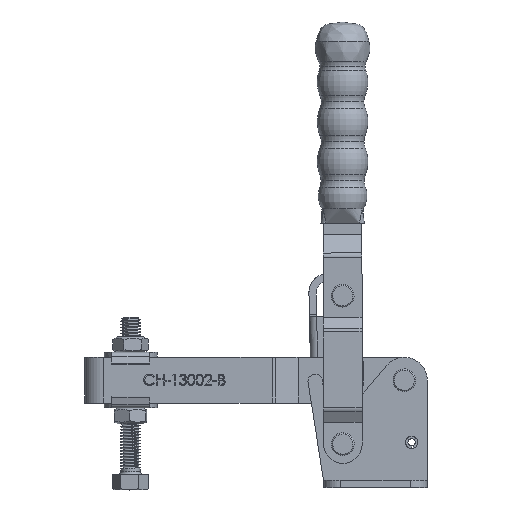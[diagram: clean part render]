
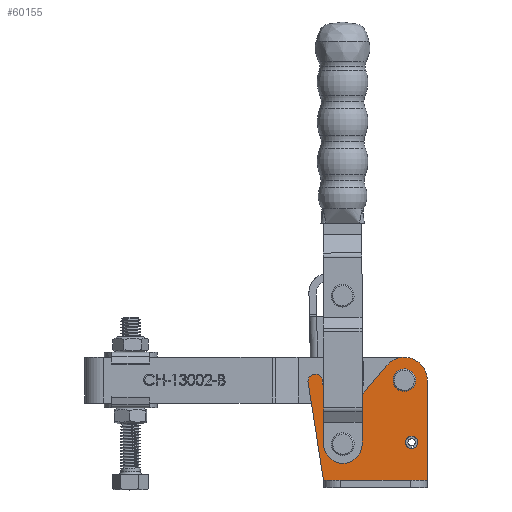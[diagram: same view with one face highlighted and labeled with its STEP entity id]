
A CAD part, top view. The second image highlights one B-rep face of the part: STEP entity #60155.
In plain terms, the highlighted planar face has unit normal (0, 0, 1).
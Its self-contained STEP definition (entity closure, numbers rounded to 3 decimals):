
#44 = CARTESIAN_POINT ( 'NONE',  ( 0.447, 18., 3. ) ) ;
#356 = EDGE_CURVE ( 'NONE', #64378, #58082, #56450, .T. ) ;
#972 = ORIENTED_EDGE ( 'NONE', *, *, #61380, .T. ) ;
#1121 = CARTESIAN_POINT ( 'NONE',  ( 5.197, 18., 3. ) ) ;
#1931 = EDGE_CURVE ( 'NONE', #58082, #64378, #41672, .T. ) ;
#2131 = EDGE_CURVE ( 'NONE', #16960, #51947, #16603, .T. ) ;
#2310 = DIRECTION ( 'NONE',  ( 0., 1., 0. ) ) ;
#2730 = DIRECTION ( 'NONE',  ( 0., 0., 1. ) ) ;
#3529 = ORIENTED_EDGE ( 'NONE', *, *, #29927, .T. ) ;
#3735 = FACE_BOUND ( 'NONE', #36470, .T. ) ;
#4223 = VERTEX_POINT ( 'NONE', #59226 ) ;
#5491 = CARTESIAN_POINT ( 'NONE',  ( -3.302, 44.479, 3. ) ) ;
#6688 = CARTESIAN_POINT ( 'NONE',  ( 31.197, 18.7, 3. ) ) ;
#7582 = CARTESIAN_POINT ( 'NONE',  ( 5.997, 44.31, 3. ) ) ;
#7829 = LINE ( 'NONE', #43821, #47388 ) ;
#8134 = ORIENTED_EDGE ( 'NONE', *, *, #32522, .T. ) ;
#8182 = VERTEX_POINT ( 'NONE', #5491 ) ;
#8401 = AXIS2_PLACEMENT_3D ( 'NONE', #44185, #13253, #49374 ) ;
#8689 = DIRECTION ( 'NONE',  ( 0., 0., 1. ) ) ;
#8856 = CARTESIAN_POINT ( 'NONE',  ( 33.897, 44.5, 3. ) ) ;
#9965 = AXIS2_PLACEMENT_3D ( 'NONE', #7582, #43658, #12724 ) ;
#11063 = CARTESIAN_POINT ( 'NONE',  ( 33.697, 18.7, 3. ) ) ;
#11577 = EDGE_LOOP ( 'NONE', ( #24534, #51811 ) ) ;
#12724 = DIRECTION ( 'NONE',  ( 1., 0., 0. ) ) ;
#13024 = EDGE_LOOP ( 'NONE', ( #33482, #21181, #3529, #51758, #24353, #972, #8134, #41189, #42838 ) ) ;
#13253 = DIRECTION ( 'NONE',  ( 0., 0., -1. ) ) ;
#13927 = ORIENTED_EDGE ( 'NONE', *, *, #2131, .F. ) ;
#13941 = VERTEX_POINT ( 'NONE', #34397 ) ;
#14748 = ORIENTED_EDGE ( 'NONE', *, *, #17282, .F. ) ;
#15428 = VERTEX_POINT ( 'NONE', #52632 ) ;
#15436 = CARTESIAN_POINT ( 'NONE',  ( -9.261, 44.01, 3. ) ) ;
#15949 = CARTESIAN_POINT ( 'NONE',  ( -6.263, 44.01, 3. ) ) ;
#16250 = DIRECTION ( 'NONE',  ( 1., 0., 0. ) ) ;
#16603 = CIRCLE ( 'NONE', #23125, 3.2 ) ;
#16960 = VERTEX_POINT ( 'NONE', #32799 ) ;
#17282 = EDGE_CURVE ( 'NONE', #51947, #16960, #45030, .T. ) ;
#17392 = FACE_OUTER_BOUND ( 'NONE', #13024, .T. ) ;
#18369 = CARTESIAN_POINT ( 'NONE',  ( -6.263, 44.01, 3. ) ) ;
#18430 = CIRCLE ( 'NONE', #18504, 2.998 ) ;
#18504 = AXIS2_PLACEMENT_3D ( 'NONE', #39589, #8689, #44773 ) ;
#18791 = DIRECTION ( 'NONE',  ( 1., 0., 0. ) ) ;
#19631 = EDGE_CURVE ( 'NONE', #36696, #32860, #7829, .T. ) ;
#20678 = CARTESIAN_POINT ( 'NONE',  ( 23.419, 50.606, 3. ) ) ;
#21137 = DIRECTION ( 'NONE',  ( 1., 0., 0. ) ) ;
#21181 = ORIENTED_EDGE ( 'NONE', *, *, #52266, .T. ) ;
#23125 = AXIS2_PLACEMENT_3D ( 'NONE', #33604, #2730, #38783 ) ;
#24353 = ORIENTED_EDGE ( 'NONE', *, *, #54819, .T. ) ;
#24534 = ORIENTED_EDGE ( 'NONE', *, *, #356, .F. ) ;
#25507 = DIRECTION ( 'NONE',  ( 0., 0., 1. ) ) ;
#25647 = CARTESIAN_POINT ( 'NONE',  ( 5.197, 18., 3. ) ) ;
#26807 = VECTOR ( 'NONE', #2310, 1000. ) ;
#27393 = AXIS2_PLACEMENT_3D ( 'NONE', #59538, #28665, #64707 ) ;
#28665 = DIRECTION ( 'NONE',  ( 0., 0., 1. ) ) ;
#28775 = DIRECTION ( 'NONE',  ( 0., 0., 1. ) ) ;
#28836 = DIRECTION ( 'NONE',  ( 0., 0., 1. ) ) ;
#29517 = FACE_BOUND ( 'NONE', #11577, .T. ) ;
#29927 = EDGE_CURVE ( 'NONE', #13941, #36696, #51724, .T. ) ;
#30864 = DIRECTION ( 'NONE',  ( 1., 0., 0. ) ) ;
#32522 = EDGE_CURVE ( 'NONE', #8182, #58633, #18430, .T. ) ;
#32799 = CARTESIAN_POINT ( 'NONE',  ( 27.497, 44.5, 3. ) ) ;
#32820 = EDGE_CURVE ( 'NONE', #15428, #55281, #46698, .T. ) ;
#32860 = VERTEX_POINT ( 'NONE', #52633 ) ;
#32988 = VECTOR ( 'NONE', #36854, 1000. ) ;
#33482 = ORIENTED_EDGE ( 'NONE', *, *, #32820, .F. ) ;
#33604 = CARTESIAN_POINT ( 'NONE',  ( 30.697, 44.5, 3. ) ) ;
#34247 = CIRCLE ( 'NONE', #9965, 9.3 ) ;
#34397 = CARTESIAN_POINT ( 'NONE',  ( 40.197, 44.5, 3. ) ) ;
#35280 = EDGE_CURVE ( 'NONE', #63731, #47467, #40835, .T. ) ;
#35870 = CIRCLE ( 'NONE', #54398, 2.998 ) ;
#36106 = CARTESIAN_POINT ( 'NONE',  ( -3.303, 44.31, 3. ) ) ;
#36470 = EDGE_LOOP ( 'NONE', ( #53667, #43647 ) ) ;
#36696 = VERTEX_POINT ( 'NONE', #20678 ) ;
#36854 = DIRECTION ( 'NONE',  ( -1., 0., 0. ) ) ;
#37157 = DIRECTION ( 'NONE',  ( 0., 0., 1. ) ) ;
#38387 = CARTESIAN_POINT ( 'NONE',  ( 40.197, 0., 3. ) ) ;
#38783 = DIRECTION ( 'NONE',  ( 1., 0., 0. ) ) ;
#39589 = CARTESIAN_POINT ( 'NONE',  ( -6.263, 44.01, 3. ) ) ;
#40568 = LINE ( 'NONE', #38387, #26807 ) ;
#40755 = EDGE_CURVE ( 'NONE', #58633, #4223, #35870, .T. ) ;
#40835 = CIRCLE ( 'NONE', #46313, 4.75 ) ;
#41189 = ORIENTED_EDGE ( 'NONE', *, *, #40755, .T. ) ;
#41672 = CIRCLE ( 'NONE', #58981, 2.5 ) ;
#41815 = CARTESIAN_POINT ( 'NONE',  ( -2.803, 3., 3. ) ) ;
#42838 = ORIENTED_EDGE ( 'NONE', *, *, #58861, .T. ) ;
#43189 = CARTESIAN_POINT ( 'NONE',  ( -2.803, 3., 3. ) ) ;
#43242 = FACE_BOUND ( 'NONE', #58046, .T. ) ;
#43647 = ORIENTED_EDGE ( 'NONE', *, *, #46929, .F. ) ;
#43658 = DIRECTION ( 'NONE',  ( 0., 0., -1. ) ) ;
#43821 = CARTESIAN_POINT ( 'NONE',  ( 13.121, 38.332, 3. ) ) ;
#44034 = DIRECTION ( 'NONE',  ( -0.643, -0.766, 0. ) ) ;
#44113 = PLANE ( 'NONE',  #61284 ) ;
#44185 = CARTESIAN_POINT ( 'NONE',  ( 5.997, 44.31, 3. ) ) ;
#44773 = DIRECTION ( 'NONE',  ( 1., 0., 0. ) ) ;
#45030 = CIRCLE ( 'NONE', #46139, 3.2 ) ;
#46139 = AXIS2_PLACEMENT_3D ( 'NONE', #56382, #25507, #61556 ) ;
#46313 = AXIS2_PLACEMENT_3D ( 'NONE', #25647, #61697, #30864 ) ;
#46698 = LINE ( 'NONE', #41815, #32988 ) ;
#46929 = EDGE_CURVE ( 'NONE', #47467, #63731, #48378, .T. ) ;
#47179 = DIRECTION ( 'NONE',  ( 0., 0., 1. ) ) ;
#47388 = VECTOR ( 'NONE', #44034, 1000. ) ;
#47467 = VERTEX_POINT ( 'NONE', #53922 ) ;
#47823 = VERTEX_POINT ( 'NONE', #36106 ) ;
#48378 = CIRCLE ( 'NONE', #53798, 4.75 ) ;
#49374 = DIRECTION ( 'NONE',  ( 1., 0., 0. ) ) ;
#51724 = CIRCLE ( 'NONE', #56866, 9.5 ) ;
#51758 = ORIENTED_EDGE ( 'NONE', *, *, #19631, .T. ) ;
#51811 = ORIENTED_EDGE ( 'NONE', *, *, #1931, .F. ) ;
#51947 = VERTEX_POINT ( 'NONE', #8856 ) ;
#52065 = DIRECTION ( 'NONE',  ( 0., 0., 1. ) ) ;
#52245 = VECTOR ( 'NONE', #58498, 1000. ) ;
#52266 = EDGE_CURVE ( 'NONE', #15428, #13941, #40568, .T. ) ;
#52632 = CARTESIAN_POINT ( 'NONE',  ( 40.197, 3., 3. ) ) ;
#52633 = CARTESIAN_POINT ( 'NONE',  ( 13.121, 38.332, 3. ) ) ;
#53667 = ORIENTED_EDGE ( 'NONE', *, *, #35280, .F. ) ;
#53798 = AXIS2_PLACEMENT_3D ( 'NONE', #1121, #37157, #18791 ) ;
#53819 = LINE ( 'NONE', #43189, #52245 ) ;
#53922 = CARTESIAN_POINT ( 'NONE',  ( 9.947, 18., 3. ) ) ;
#54398 = AXIS2_PLACEMENT_3D ( 'NONE', #15949, #52065, #21137 ) ;
#54819 = EDGE_CURVE ( 'NONE', #32860, #47823, #62251, .T. ) ;
#55281 = VERTEX_POINT ( 'NONE', #59854 ) ;
#56382 = CARTESIAN_POINT ( 'NONE',  ( 30.697, 44.5, 3. ) ) ;
#56450 = CIRCLE ( 'NONE', #27393, 2.5 ) ;
#56866 = AXIS2_PLACEMENT_3D ( 'NONE', #59697, #28836, #64892 ) ;
#56938 = CARTESIAN_POINT ( 'NONE',  ( 36.197, 18.7, 3. ) ) ;
#58046 = EDGE_LOOP ( 'NONE', ( #13927, #14748 ) ) ;
#58082 = VERTEX_POINT ( 'NONE', #56938 ) ;
#58498 = DIRECTION ( 'NONE',  ( 0.156, -0.988, 0. ) ) ;
#58633 = VERTEX_POINT ( 'NONE', #15436 ) ;
#58861 = EDGE_CURVE ( 'NONE', #4223, #55281, #53819, .T. ) ;
#58981 = AXIS2_PLACEMENT_3D ( 'NONE', #11063, #47179, #16250 ) ;
#59226 = CARTESIAN_POINT ( 'NONE',  ( -9.224, 43.541, 3. ) ) ;
#59538 = CARTESIAN_POINT ( 'NONE',  ( 33.697, 18.7, 3. ) ) ;
#59697 = CARTESIAN_POINT ( 'NONE',  ( 30.697, 44.5, 3. ) ) ;
#59854 = CARTESIAN_POINT ( 'NONE',  ( -2.803, 3., 3. ) ) ;
#60155 = ADVANCED_FACE ( 'NONE', ( #17392, #3735, #43242, #29517 ), #44113, .T. ) ;
#61284 = AXIS2_PLACEMENT_3D ( 'NONE', #18369, #28775, #64820 ) ;
#61380 = EDGE_CURVE ( 'NONE', #47823, #8182, #34247, .T. ) ;
#61556 = DIRECTION ( 'NONE',  ( 1., 0., 0. ) ) ;
#61697 = DIRECTION ( 'NONE',  ( 0., 0., 1. ) ) ;
#62251 = CIRCLE ( 'NONE', #8401, 9.3 ) ;
#63731 = VERTEX_POINT ( 'NONE', #44 ) ;
#64378 = VERTEX_POINT ( 'NONE', #6688 ) ;
#64707 = DIRECTION ( 'NONE',  ( 1., 0., 0. ) ) ;
#64820 = DIRECTION ( 'NONE',  ( 1., 0., 0. ) ) ;
#64892 = DIRECTION ( 'NONE',  ( 1., 0., 0. ) ) ;
